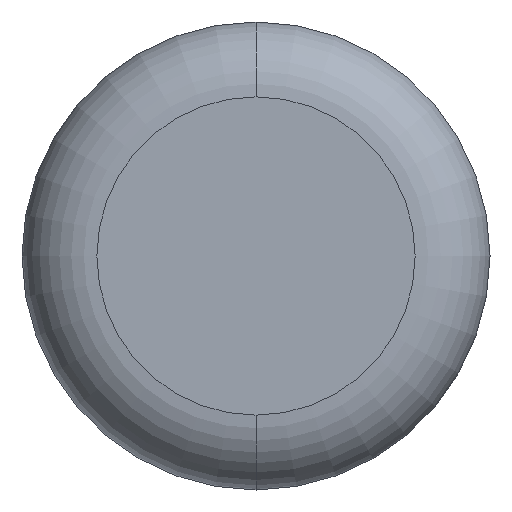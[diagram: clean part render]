
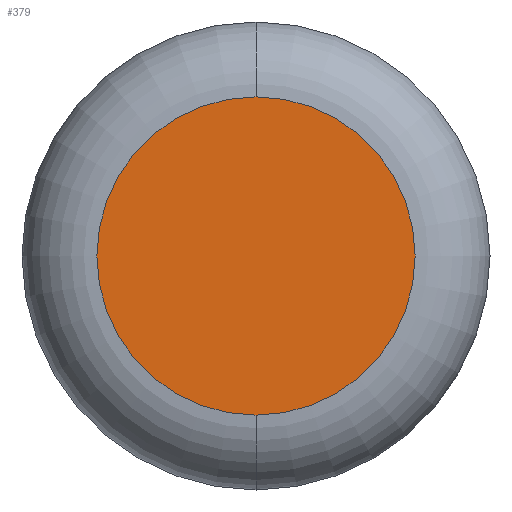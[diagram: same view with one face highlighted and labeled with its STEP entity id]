
A CAD part, front view. The second image highlights one B-rep face of the part: STEP entity #379.
In plain terms, the highlighted planar face has unit normal (0, -1, 0).
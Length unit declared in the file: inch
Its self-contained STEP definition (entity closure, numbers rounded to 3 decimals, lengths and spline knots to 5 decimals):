
#6 = DIRECTION ( 'NONE',  ( 0., -1., 0. ) ) ;
#39 = CARTESIAN_POINT ( 'NONE',  ( 0., 0., 0. ) ) ;
#52 = VERTEX_POINT ( 'NONE', #320 ) ;
#53 = DIRECTION ( 'NONE',  ( 0., 0., -1. ) ) ;
#54 = EDGE_CURVE ( 'NONE', #52, #205, #372, .T. ) ;
#62 = AXIS2_PLACEMENT_3D ( 'NONE', #39, #104, #217 ) ;
#63 = CARTESIAN_POINT ( 'NONE',  ( 0., 0., 0. ) ) ;
#67 = DIRECTION ( 'NONE',  ( 0., 0., -1. ) ) ;
#86 = ORIENTED_EDGE ( 'NONE', *, *, #54, .T. ) ;
#104 = DIRECTION ( 'NONE',  ( 0., -1., 0. ) ) ;
#106 = AXIS2_PLACEMENT_3D ( 'NONE', #165, #291, #53 ) ;
#157 = FACE_OUTER_BOUND ( 'NONE', #232, .T. ) ;
#165 = CARTESIAN_POINT ( 'NONE',  ( 0., 0., 0. ) ) ;
#183 = ORIENTED_EDGE ( 'NONE', *, *, #359, .T. ) ;
#189 = AXIS2_PLACEMENT_3D ( 'NONE', #63, #6, #67 ) ;
#205 = VERTEX_POINT ( 'NONE', #334 ) ;
#217 = DIRECTION ( 'NONE',  ( 0., 0., -1. ) ) ;
#232 = EDGE_LOOP ( 'NONE', ( #183, #86 ) ) ;
#283 = PLANE ( 'NONE',  #106 ) ;
#291 = DIRECTION ( 'NONE',  ( 0., -1., 0. ) ) ;
#320 = CARTESIAN_POINT ( 'NONE',  ( 0., 0., 0.1275 ) ) ;
#324 = CIRCLE ( 'NONE', #189, 0.1275 ) ;
#334 = CARTESIAN_POINT ( 'NONE',  ( 0., 0., -0.1275 ) ) ;
#359 = EDGE_CURVE ( 'NONE', #205, #52, #324, .T. ) ;
#372 = CIRCLE ( 'NONE', #62, 0.1275 ) ;
#379 = ADVANCED_FACE ( 'NONE', ( #157 ), #283, .T. ) ;
